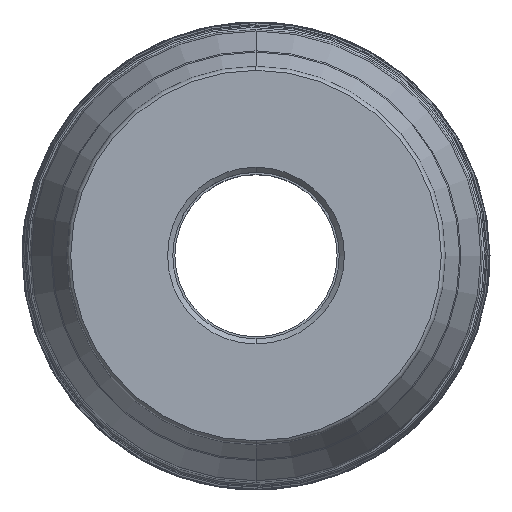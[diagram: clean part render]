
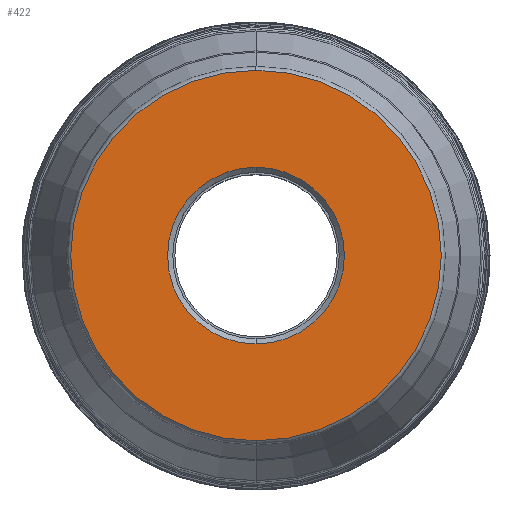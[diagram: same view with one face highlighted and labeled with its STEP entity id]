
A CAD part, top view. The second image highlights one B-rep face of the part: STEP entity #422.
In plain terms, the highlighted planar face has unit normal (0, 0, 1).
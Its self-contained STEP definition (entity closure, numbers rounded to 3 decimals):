
#152=PLANE('',#3720);
#162=FACE_BOUND('',#848,.T.);
#163=FACE_BOUND('',#849,.T.);
#422=ADVANCED_FACE('',(#162,#163),#152,.T.);
#848=EDGE_LOOP('',(#1576,#1577));
#849=EDGE_LOOP('',(#1578,#1579));
#1576=ORIENTED_EDGE('',*,*,#2288,.F.);
#1577=ORIENTED_EDGE('',*,*,#2289,.F.);
#1578=ORIENTED_EDGE('',*,*,#2287,.F.);
#1579=ORIENTED_EDGE('',*,*,#2285,.F.);
#1900=VERTEX_POINT('',#6977);
#1901=VERTEX_POINT('',#6979);
#1902=VERTEX_POINT('',#6985);
#1903=VERTEX_POINT('',#6986);
#2285=EDGE_CURVE('',#1900,#1901,#2766,.T.);
#2287=EDGE_CURVE('',#1901,#1900,#2767,.T.);
#2288=EDGE_CURVE('',#1902,#1903,#2768,.T.);
#2289=EDGE_CURVE('',#1903,#1902,#2769,.T.);
#2766=CIRCLE('',#3714,20.75);
#2767=CIRCLE('',#3716,20.75);
#2768=CIRCLE('',#3718,43.504);
#2769=CIRCLE('',#3719,43.504);
#3714=AXIS2_PLACEMENT_3D('',#6978,#4748,#4749);
#3716=AXIS2_PLACEMENT_3D('',#6982,#4753,#4754);
#3718=AXIS2_PLACEMENT_3D('',#6984,#4757,#4758);
#3719=AXIS2_PLACEMENT_3D('',#6987,#4759,#4760);
#3720=AXIS2_PLACEMENT_3D('',#6988,#4761,#4762);
#4748=DIRECTION('',(0.,0.,1.));
#4749=DIRECTION('',(0.,1.,0.));
#4753=DIRECTION('',(0.,0.,1.));
#4754=DIRECTION('',(0.,-1.,0.));
#4757=DIRECTION('',(0.,0.,-1.));
#4758=DIRECTION('',(0.,-1.,0.));
#4759=DIRECTION('',(0.,0.,-1.));
#4760=DIRECTION('',(0.,1.,0.));
#4761=DIRECTION('',(0.,0.,1.));
#4762=DIRECTION('',(0.,-1.,0.));
#6977=CARTESIAN_POINT('',(0.,20.75,0.));
#6978=CARTESIAN_POINT('',(0.,0.,0.));
#6979=CARTESIAN_POINT('',(0.,-20.75,0.));
#6982=CARTESIAN_POINT('',(0.,0.,0.));
#6984=CARTESIAN_POINT('',(0.,0.,0.));
#6985=CARTESIAN_POINT('',(0.008,-43.504,0.));
#6986=CARTESIAN_POINT('',(-0.008,43.504,0.));
#6987=CARTESIAN_POINT('',(0.,0.,0.));
#6988=CARTESIAN_POINT('',(0.,0.,0.));
